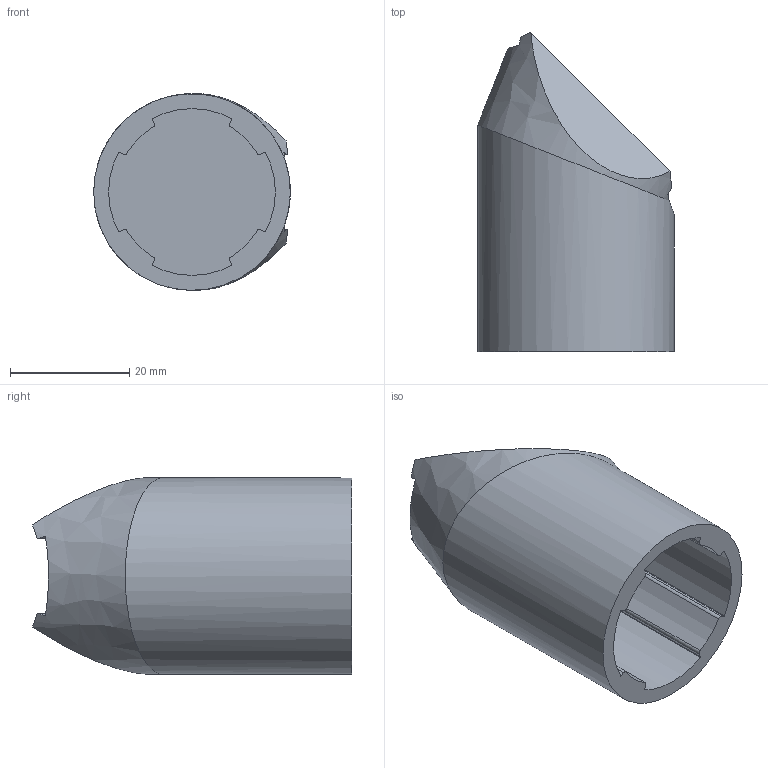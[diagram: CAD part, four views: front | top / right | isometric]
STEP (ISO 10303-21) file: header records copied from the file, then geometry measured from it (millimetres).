
FILE_DESCRIPTION((''),'2;1');
FILE_NAME('99103.stp','2017-08-24T10:39:45',('Konstruktor II'),(''),'Autodesk Inventor 2013','Autodesk Inventor 2013','');
FILE_SCHEMA(('AUTOMOTIVE_DESIGN { 1 0 10303 214 1 1 1 1 }'));
Length unit declared in the file: millimetre
Products named in the file (1): 99103
Bounding box: 33 x 53.6 x 33 mm (x, y, z)
Volume: 22360.9 mm3; surface area: 7988.6 mm2
Topology: 1 solids, 1 shells, 47 faces, 134 edges, 90 vertices
Faces by surface type: cylinder 32, plane 14, bspline 1
Full cylindrical faces by diameter (mm): 33 x1
Entity records: 1695 total; most frequent: CARTESIAN_POINT 426, DIRECTION 268, ORIENTED_EDGE 264, EDGE_CURVE 132, AXIS2_PLACEMENT_3D 105, VERTEX_POINT 89, VECTOR 58, LINE 58
